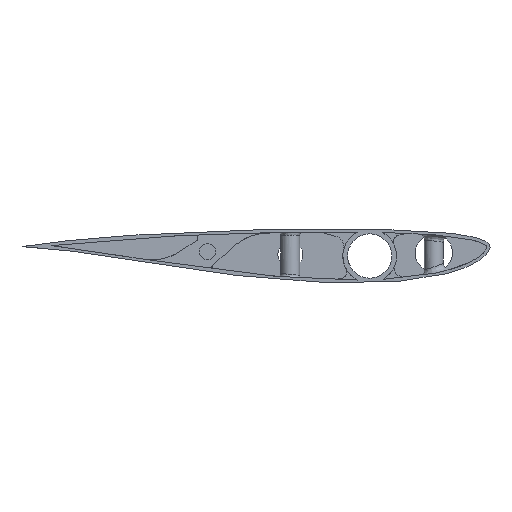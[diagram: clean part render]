
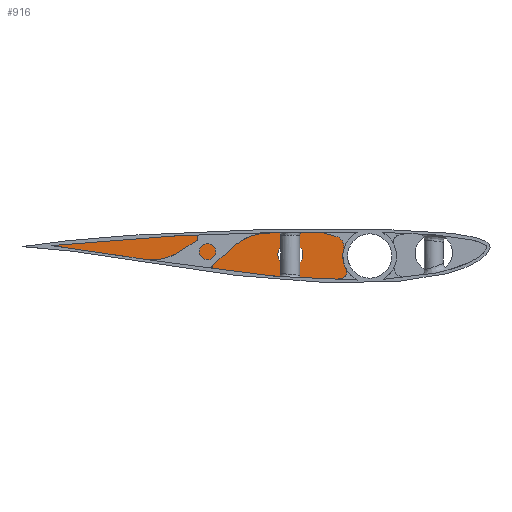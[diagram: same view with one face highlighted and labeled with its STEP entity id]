
A CAD part, front view. The second image highlights one B-rep face of the part: STEP entity #916.
In plain terms, the highlighted planar face has unit normal (0, -1, 0).
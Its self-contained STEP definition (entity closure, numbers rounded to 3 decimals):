
#20=FACE_BOUND('',#201,.T.);
#56=B_SPLINE_CURVE_WITH_KNOTS('',3,(#1586,#1587,#1588,#1589,#1590,#1591,
#1592,#1593,#1594,#1595),.UNSPECIFIED.,.F.,.F.,(4,3,3,4),(-5.852,
-5.612,-5.216,-5.078),.UNSPECIFIED.);
#57=B_SPLINE_CURVE_WITH_KNOTS('',3,(#1597,#1598,#1599,#1600,#1601,#1602,
#1603,#1604,#1605,#1606,#1607,#1608,#1609,#1610,#1611,#1612,#1613,#1614,
#1615),.UNSPECIFIED.,.F.,.F.,(4,3,3,3,3,3,4),(-5.078,-4.189,
-3.795,-3.461,-1.768,-0.561,
0.),.UNSPECIFIED.);
#70=B_SPLINE_CURVE_WITH_KNOTS('',3,(#1946,#1947,#1948,#1949,#1950,#1951,
#1952,#1953,#1954,#1955,#1956,#1957),.UNSPECIFIED.,.F.,.F.,(4,3,2,3,4),
(-8.851,-7.265,-7.105,-2.02,-2.018),
 .UNSPECIFIED.);
#71=B_SPLINE_CURVE_WITH_KNOTS('',3,(#1959,#1960,#1961,#1962),
 .UNSPECIFIED.,.F.,.F.,(4,4),(-2.018,0.),.UNSPECIFIED.);
#122=PLANE('',#982);
#150=FACE_OUTER_BOUND('',#200,.T.);
#200=EDGE_LOOP('',(#672,#673,#674,#675,#676));
#201=EDGE_LOOP('',(#677));
#323=CIRCLE('',#971,4.);
#330=CIRCLE('',#983,8.6);
#356=VERTEX_POINT('',#1212);
#370=VERTEX_POINT('',#1433);
#372=VERTEX_POINT('',#1585);
#373=VERTEX_POINT('',#1596);
#388=VERTEX_POINT('',#1812);
#389=VERTEX_POINT('',#1958);
#455=EDGE_CURVE('',#356,#356,#323,.T.);
#475=EDGE_CURVE('',#372,#370,#56,.T.);
#476=EDGE_CURVE('',#370,#373,#57,.T.);
#495=EDGE_CURVE('',#373,#388,#70,.T.);
#496=EDGE_CURVE('',#388,#389,#71,.T.);
#507=EDGE_CURVE('',#389,#372,#330,.T.);
#672=ORIENTED_EDGE('',*,*,#475,.F.);
#673=ORIENTED_EDGE('',*,*,#507,.F.);
#674=ORIENTED_EDGE('',*,*,#496,.F.);
#675=ORIENTED_EDGE('',*,*,#495,.F.);
#676=ORIENTED_EDGE('',*,*,#476,.F.);
#677=ORIENTED_EDGE('',*,*,#455,.F.);
#916=ADVANCED_FACE('',(#150,#20),#122,.T.);
#971=AXIS2_PLACEMENT_3D('',#1214,#1043,#1044);
#982=AXIS2_PLACEMENT_3D('',#2030,#1072,#1073);
#983=AXIS2_PLACEMENT_3D('',#2031,#1074,#1075);
#1043=DIRECTION('center_axis',(0.,-1.,0.));
#1044=DIRECTION('ref_axis',(1.,0.,0.));
#1072=DIRECTION('center_axis',(0.,-1.,0.));
#1073=DIRECTION('ref_axis',(0.,0.,1.));
#1074=DIRECTION('center_axis',(0.,-1.,0.));
#1075=DIRECTION('ref_axis',(-1.,0.,0.));
#1212=CARTESIAN_POINT('',(-84.,-1.,-2.597));
#1214=CARTESIAN_POINT('Origin',(-80.,-1.,-2.597));
#1433=CARTESIAN_POINT('',(-80.074,-1.,-9.908));
#1585=CARTESIAN_POINT('',(-58.395,-1.,-10.704));
#1586=CARTESIAN_POINT('Ctrl Pts',(-58.395,-1.,-10.702));
#1587=CARTESIAN_POINT('Ctrl Pts',(-60.754,-1.,-10.719));
#1588=CARTESIAN_POINT('Ctrl Pts',(-63.106,-1.,-10.695));
#1589=CARTESIAN_POINT('Ctrl Pts',(-65.423,-1.,-10.64));
#1590=CARTESIAN_POINT('Ctrl Pts',(-69.243,-1.,-10.549));
#1591=CARTESIAN_POINT('Ctrl Pts',(-72.97,-1.,-10.374));
#1592=CARTESIAN_POINT('Ctrl Pts',(-76.487,-1.,-10.153));
#1593=CARTESIAN_POINT('Ctrl Pts',(-77.71,-1.,-10.076));
#1594=CARTESIAN_POINT('Ctrl Pts',(-78.906,-1.,-9.994));
#1595=CARTESIAN_POINT('Ctrl Pts',(-80.074,-1.,-9.908));
#1596=CARTESIAN_POINT('',(-156.542,-1.,0.332));
#1597=CARTESIAN_POINT('Ctrl Pts',(-80.074,-1.,-9.908));
#1598=CARTESIAN_POINT('Ctrl Pts',(-87.618,-1.,-9.351));
#1599=CARTESIAN_POINT('Ctrl Pts',(-94.704,-1.,-8.574));
#1600=CARTESIAN_POINT('Ctrl Pts',(-100.651,-1.,-7.826));
#1601=CARTESIAN_POINT('Ctrl Pts',(-103.287,-1.,-7.494));
#1602=CARTESIAN_POINT('Ctrl Pts',(-105.7,-1.,-7.168));
#1603=CARTESIAN_POINT('Ctrl Pts',(-107.83,-1.,-6.871));
#1604=CARTESIAN_POINT('Ctrl Pts',(-109.631,-1.,-6.62));
#1605=CARTESIAN_POINT('Ctrl Pts',(-111.173,-1.,-6.397));
#1606=CARTESIAN_POINT('Ctrl Pts',(-112.76,-1.,-6.164));
#1607=CARTESIAN_POINT('Ctrl Pts',(-120.828,-1.,-4.979));
#1608=CARTESIAN_POINT('Ctrl Pts',(-128.735,-1.,-3.686));
#1609=CARTESIAN_POINT('Ctrl Pts',(-136.052,-1.,-2.532));
#1610=CARTESIAN_POINT('Ctrl Pts',(-141.264,-1.,-1.709));
#1611=CARTESIAN_POINT('Ctrl Pts',(-146.179,-1.,-0.973));
#1612=CARTESIAN_POINT('Ctrl Pts',(-150.635,-1.,-0.38));
#1613=CARTESIAN_POINT('Ctrl Pts',(-152.708,-1.,-0.104));
#1614=CARTESIAN_POINT('Ctrl Pts',(-154.682,-1.,0.136));
#1615=CARTESIAN_POINT('Ctrl Pts',(-156.542,-1.,0.332));
#1812=CARTESIAN_POINT('',(-80.013,-1.,4.58));
#1946=CARTESIAN_POINT('Ctrl Pts',(-156.542,-1.,0.332));
#1947=CARTESIAN_POINT('Ctrl Pts',(-150.64,-1.,1.041));
#1948=CARTESIAN_POINT('Ctrl Pts',(-145.457,-1.,1.529));
#1949=CARTESIAN_POINT('Ctrl Pts',(-139.531,-1.,1.999));
#1950=CARTESIAN_POINT('Ctrl Pts',(-138.935,-1.,2.047));
#1951=CARTESIAN_POINT('Ctrl Pts',(-138.361,-1.,2.091));
#1952=CARTESIAN_POINT('Ctrl Pts',(-118.764,-1.,3.589));
#1953=CARTESIAN_POINT('Ctrl Pts',(-99.094,-1.,4.323));
#1954=CARTESIAN_POINT('Ctrl Pts',(-80.039,-1.,4.58));
#1955=CARTESIAN_POINT('Ctrl Pts',(-80.031,-1.,4.58));
#1956=CARTESIAN_POINT('Ctrl Pts',(-80.022,-1.,4.58));
#1957=CARTESIAN_POINT('Ctrl Pts',(-80.013,-1.,4.58));
#1958=CARTESIAN_POINT('',(-58.44,-1.,4.657));
#1959=CARTESIAN_POINT('Ctrl Pts',(-80.013,-1.,4.58));
#1960=CARTESIAN_POINT('Ctrl Pts',(-72.453,-1.,4.682));
#1961=CARTESIAN_POINT('Ctrl Pts',(-65.166,-1.,4.708));
#1962=CARTESIAN_POINT('Ctrl Pts',(-58.44,-1.,4.657));
#2030=CARTESIAN_POINT('Origin',(-88.206,-1.,-2.936));
#2031=CARTESIAN_POINT('Origin',(-54.548,-1.,-3.012));
